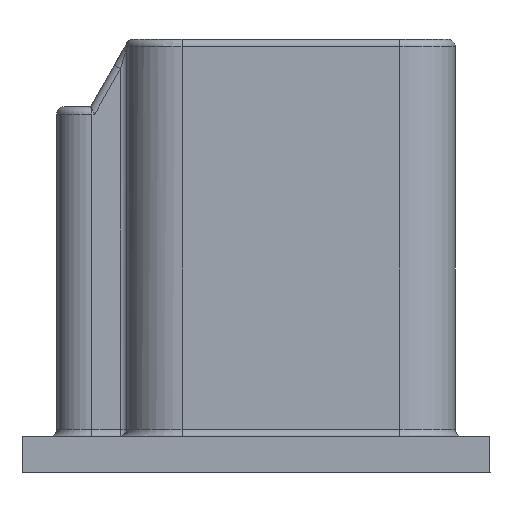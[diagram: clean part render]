
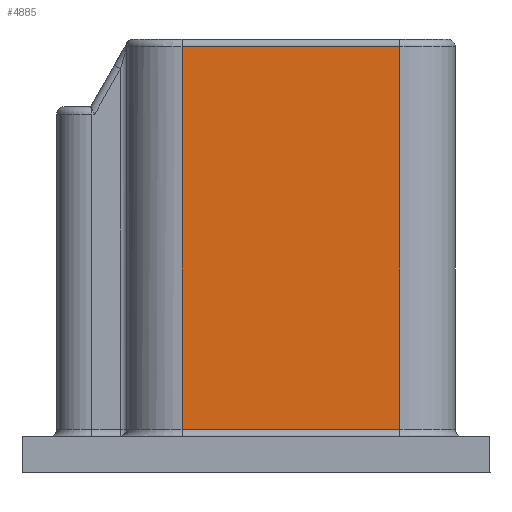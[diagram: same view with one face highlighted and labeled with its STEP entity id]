
A CAD part, left-side view. The second image highlights one B-rep face of the part: STEP entity #4885.
In plain terms, the highlighted planar face has unit normal (-1, 0, 0).
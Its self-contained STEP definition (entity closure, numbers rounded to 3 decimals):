
#4858=AXIS2_PLACEMENT_3D('Plane Axis2P3D',#4855,#4856,#4857) ;
#4467=CARTESIAN_POINT('Line Origine',(-7.825,0.6,16.2)) ;
#4471=CARTESIAN_POINT('Vertex',(-7.825,-7.95,16.2)) ;
#4473=CARTESIAN_POINT('Vertex',(-7.825,1.1,16.2)) ;
#4855=CARTESIAN_POINT('Axis2P3D Location',(-7.825,0.6,15.)) ;
#4860=CARTESIAN_POINT('Line Origine',(-7.825,-7.95,8.25)) ;
#4864=CARTESIAN_POINT('Vertex',(-7.825,-7.95,0.3)) ;
#4867=CARTESIAN_POINT('Line Origine',(-7.825,1.1,8.25)) ;
#4871=CARTESIAN_POINT('Vertex',(-7.825,1.1,0.3)) ;
#4874=CARTESIAN_POINT('Line Origine',(-7.825,-3.425,0.3)) ;
#4468=DIRECTION('Vector Direction',(0.,-1.,0.)) ;
#4856=DIRECTION('Axis2P3D Direction',(-1.,0.,0.)) ;
#4857=DIRECTION('Axis2P3D XDirection',(0.,0.,1.)) ;
#4861=DIRECTION('Vector Direction',(0.,0.,1.)) ;
#4868=DIRECTION('Vector Direction',(0.,0.,1.)) ;
#4875=DIRECTION('Vector Direction',(0.,-1.,0.)) ;
#4469=VECTOR('Line Direction',#4468,1.) ;
#4862=VECTOR('Line Direction',#4861,1.) ;
#4869=VECTOR('Line Direction',#4868,1.) ;
#4876=VECTOR('Line Direction',#4875,1.) ;
#4880=ORIENTED_EDGE('',*,*,#4866,.T.) ;
#4881=ORIENTED_EDGE('',*,*,#4475,.T.) ;
#4882=ORIENTED_EDGE('',*,*,#4873,.F.) ;
#4883=ORIENTED_EDGE('',*,*,#4878,.T.) ;
#4885=ADVANCED_FACE('NOMINAL KEY D',(#4884),#4859,.T.) ;
#4475=EDGE_CURVE('',#4472,#4474,#4470,.F.) ;
#4866=EDGE_CURVE('',#4865,#4472,#4863,.T.) ;
#4873=EDGE_CURVE('',#4872,#4474,#4870,.T.) ;
#4878=EDGE_CURVE('',#4872,#4865,#4877,.T.) ;
#4879=EDGE_LOOP('',(#4880,#4881,#4882,#4883)) ;
#4884=FACE_OUTER_BOUND('',#4879,.T.) ;
#4470=LINE('Line',#4467,#4469) ;
#4863=LINE('Line',#4860,#4862) ;
#4870=LINE('Line',#4867,#4869) ;
#4877=LINE('Line',#4874,#4876) ;
#4859=PLANE('',#4858) ;
#4472=VERTEX_POINT('',#4471) ;
#4474=VERTEX_POINT('',#4473) ;
#4865=VERTEX_POINT('',#4864) ;
#4872=VERTEX_POINT('',#4871) ;
